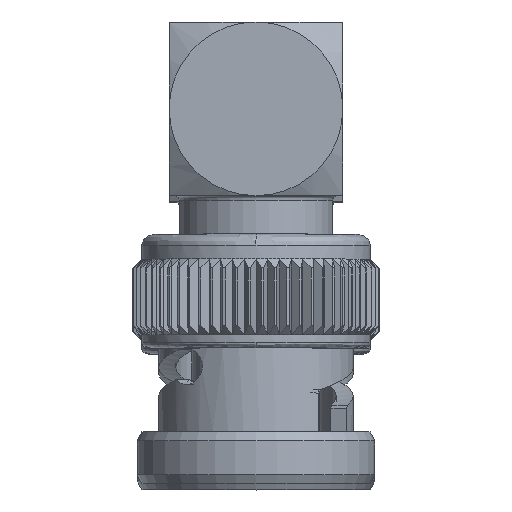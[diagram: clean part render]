
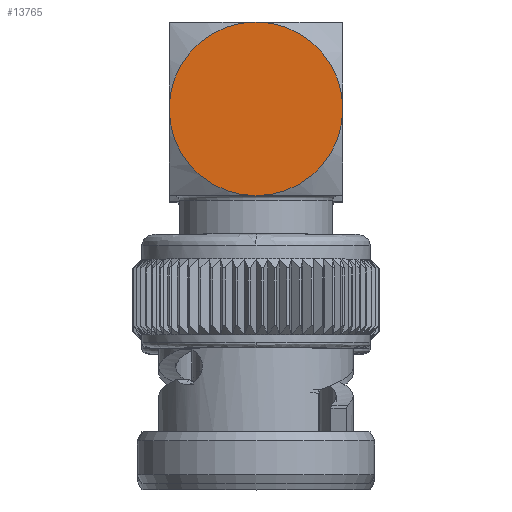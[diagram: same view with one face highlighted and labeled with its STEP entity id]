
A CAD part, top view. The second image highlights one B-rep face of the part: STEP entity #13765.
In plain terms, the highlighted face is planar.
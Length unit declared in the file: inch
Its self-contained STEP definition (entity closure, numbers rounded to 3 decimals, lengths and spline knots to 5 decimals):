
#184 = DIRECTION ( 'NONE',  ( 1., 0., 0. ) ) ;
#1219 = EDGE_CURVE ( 'NONE', #4274, #6201, #9914, .T. ) ;
#1286 = VERTEX_POINT ( 'NONE', #1732 ) ;
#1304 = AXIS2_PLACEMENT_3D ( 'NONE', #12092, #10993, #5340 ) ;
#1470 = CIRCLE ( 'NONE', #11293, 0.2 ) ;
#1553 = DIRECTION ( 'NONE',  ( 1., 0., 0. ) ) ;
#1672 = ORIENTED_EDGE ( 'NONE', *, *, #10975, .F. ) ;
#1732 = CARTESIAN_POINT ( 'NONE',  ( -0.2, 0., 0.2 ) ) ;
#2034 = ORIENTED_EDGE ( 'NONE', *, *, #3273, .F. ) ;
#2906 = EDGE_CURVE ( 'NONE', #1286, #9502, #12789, .T. ) ;
#3273 = EDGE_CURVE ( 'NONE', #1286, #4274, #1470, .T. ) ;
#3669 = ORIENTED_EDGE ( 'NONE', *, *, #1219, .F. ) ;
#3707 = DIRECTION ( 'NONE',  ( -1., 0., 0. ) ) ;
#4106 = CARTESIAN_POINT ( 'NONE',  ( -0.2, -0.2, 0.2 ) ) ;
#4274 = VERTEX_POINT ( 'NONE', #5022 ) ;
#5022 = CARTESIAN_POINT ( 'NONE',  ( -0.2, -0.2, 0. ) ) ;
#5216 = EDGE_LOOP ( 'NONE', ( #1672, #3669, #2034, #13546 ) ) ;
#5327 = DIRECTION ( 'NONE',  ( 0., 0., -1. ) ) ;
#5340 = DIRECTION ( 'NONE',  ( 0., 0., -1. ) ) ;
#5609 = CARTESIAN_POINT ( 'NONE',  ( -0.2, 0., 0. ) ) ;
#6201 = VERTEX_POINT ( 'NONE', #13632 ) ;
#6395 = PLANE ( 'NONE',  #14451 ) ;
#8006 = CARTESIAN_POINT ( 'NONE',  ( -0.2, 0., 0. ) ) ;
#8275 = CARTESIAN_POINT ( 'NONE',  ( -0.2, 0., 0. ) ) ;
#8431 = AXIS2_PLACEMENT_3D ( 'NONE', #5609, #184, #13491 ) ;
#9192 = DIRECTION ( 'NONE',  ( 0., 0., 1. ) ) ;
#9435 = DIRECTION ( 'NONE',  ( 0., 0., -1. ) ) ;
#9502 = VERTEX_POINT ( 'NONE', #13499 ) ;
#9914 = CIRCLE ( 'NONE', #8431, 0.2 ) ;
#10924 = DIRECTION ( 'NONE',  ( 1., 0., 0. ) ) ;
#10975 = EDGE_CURVE ( 'NONE', #6201, #9502, #11757, .T. ) ;
#10993 = DIRECTION ( 'NONE',  ( 1., 0., 0. ) ) ;
#11011 = AXIS2_PLACEMENT_3D ( 'NONE', #8006, #3707, #9192 ) ;
#11270 = FACE_OUTER_BOUND ( 'NONE', #5216, .T. ) ;
#11293 = AXIS2_PLACEMENT_3D ( 'NONE', #8275, #1553, #9435 ) ;
#11757 = CIRCLE ( 'NONE', #1304, 0.2 ) ;
#12092 = CARTESIAN_POINT ( 'NONE',  ( -0.2, 0., 0. ) ) ;
#12789 = CIRCLE ( 'NONE', #11011, 0.2 ) ;
#13491 = DIRECTION ( 'NONE',  ( 0., 0., -1. ) ) ;
#13499 = CARTESIAN_POINT ( 'NONE',  ( -0.2, 0.2, 0. ) ) ;
#13546 = ORIENTED_EDGE ( 'NONE', *, *, #2906, .T. ) ;
#13632 = CARTESIAN_POINT ( 'NONE',  ( -0.2, 0., -0.2 ) ) ;
#13765 = ADVANCED_FACE ( 'NONE', ( #11270 ), #6395, .F. ) ;
#14451 = AXIS2_PLACEMENT_3D ( 'NONE', #4106, #10924, #5327 ) ;
